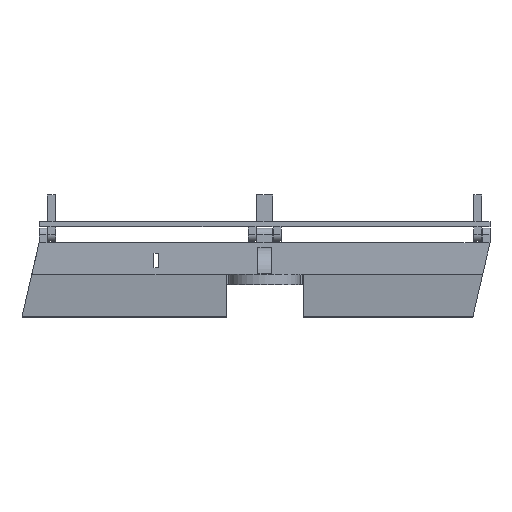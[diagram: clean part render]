
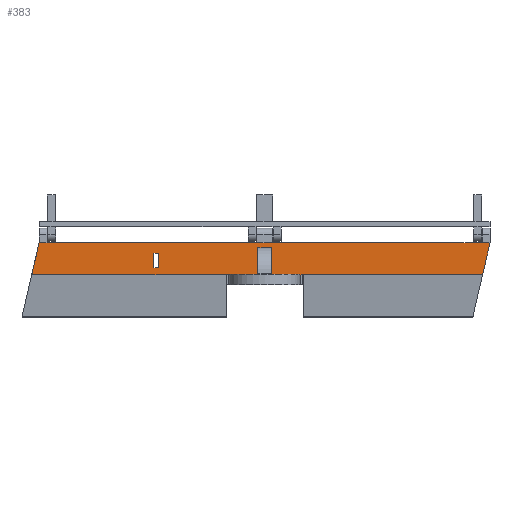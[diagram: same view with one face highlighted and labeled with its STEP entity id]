
A CAD part, top view. The second image highlights one B-rep face of the part: STEP entity #383.
In plain terms, the highlighted planar face has unit normal (0, 0, 1).
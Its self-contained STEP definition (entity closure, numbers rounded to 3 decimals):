
#112 = VERTEX_POINT('',#113);
#113 = CARTESIAN_POINT('',(-3.,14.,5.));
#181 = VERTEX_POINT('',#182);
#182 = CARTESIAN_POINT('',(3.,14.,5.));
#197 = EDGE_CURVE('',#181,#112,#198,.T.);
#198 = LINE('',#199,#200);
#199 = CARTESIAN_POINT('',(3.,14.,5.));
#200 = VECTOR('',#201,1.);
#201 = DIRECTION('',(-1.,0.,0.));
#245 = VERTEX_POINT('',#246);
#246 = CARTESIAN_POINT('',(-82.,14.,5.));
#252 = EDGE_CURVE('',#245,#112,#253,.T.);
#253 = LINE('',#254,#255);
#254 = CARTESIAN_POINT('',(-85.,14.,5.));
#255 = VECTOR('',#256,1.);
#256 = DIRECTION('',(1.,0.,0.));
#383 = ADVANCED_FACE('',(#384,#450),#484,.F.);
#384 = FACE_BOUND('',#385,.F.);
#385 = EDGE_LOOP('',(#386,#396,#404,#412,#418,#419,#420,#428,#436,#444)
  );
#386 = ORIENTED_EDGE('',*,*,#387,.F.);
#387 = EDGE_CURVE('',#388,#390,#392,.T.);
#388 = VERTEX_POINT('',#389);
#389 = CARTESIAN_POINT('',(-14.5,2.,5.));
#390 = VERTEX_POINT('',#391);
#391 = CARTESIAN_POINT('',(14.5,2.,5.));
#392 = LINE('',#393,#394);
#393 = CARTESIAN_POINT('',(-14.5,2.,5.));
#394 = VECTOR('',#395,1.);
#395 = DIRECTION('',(1.,0.,0.));
#396 = ORIENTED_EDGE('',*,*,#397,.T.);
#397 = EDGE_CURVE('',#388,#398,#400,.T.);
#398 = VERTEX_POINT('',#399);
#399 = CARTESIAN_POINT('',(-87.77,2.,5.));
#400 = LINE('',#401,#402);
#401 = CARTESIAN_POINT('',(-14.5,2.,5.));
#402 = VECTOR('',#403,1.);
#403 = DIRECTION('',(-1.,-0.,-0.));
#404 = ORIENTED_EDGE('',*,*,#405,.T.);
#405 = EDGE_CURVE('',#398,#406,#408,.T.);
#406 = VERTEX_POINT('',#407);
#407 = CARTESIAN_POINT('',(-85.,14.,5.));
#408 = LINE('',#409,#410);
#409 = CARTESIAN_POINT('',(-91.464,-14.,5.));
#410 = VECTOR('',#411,1.);
#411 = DIRECTION('',(0.225,0.974,0.));
#412 = ORIENTED_EDGE('',*,*,#413,.T.);
#413 = EDGE_CURVE('',#406,#245,#414,.T.);
#414 = LINE('',#415,#416);
#415 = CARTESIAN_POINT('',(-85.,14.,5.));
#416 = VECTOR('',#417,1.);
#417 = DIRECTION('',(1.,0.,0.));
#418 = ORIENTED_EDGE('',*,*,#252,.T.);
#419 = ORIENTED_EDGE('',*,*,#197,.F.);
#420 = ORIENTED_EDGE('',*,*,#421,.T.);
#421 = EDGE_CURVE('',#181,#422,#424,.T.);
#422 = VERTEX_POINT('',#423);
#423 = CARTESIAN_POINT('',(82.,14.,5.));
#424 = LINE('',#425,#426);
#425 = CARTESIAN_POINT('',(-85.,14.,5.));
#426 = VECTOR('',#427,1.);
#427 = DIRECTION('',(1.,0.,0.));
#428 = ORIENTED_EDGE('',*,*,#429,.T.);
#429 = EDGE_CURVE('',#422,#430,#432,.T.);
#430 = VERTEX_POINT('',#431);
#431 = CARTESIAN_POINT('',(85.,14.,5.));
#432 = LINE('',#433,#434);
#433 = CARTESIAN_POINT('',(-85.,14.,5.));
#434 = VECTOR('',#435,1.);
#435 = DIRECTION('',(1.,0.,0.));
#436 = ORIENTED_EDGE('',*,*,#437,.T.);
#437 = EDGE_CURVE('',#430,#438,#440,.T.);
#438 = VERTEX_POINT('',#439);
#439 = CARTESIAN_POINT('',(82.23,2.,5.));
#440 = LINE('',#441,#442);
#441 = CARTESIAN_POINT('',(85.,14.,5.));
#442 = VECTOR('',#443,1.);
#443 = DIRECTION('',(-0.225,-0.974,0.));
#444 = ORIENTED_EDGE('',*,*,#445,.F.);
#445 = EDGE_CURVE('',#390,#438,#446,.T.);
#446 = LINE('',#447,#448);
#447 = CARTESIAN_POINT('',(14.5,2.,5.));
#448 = VECTOR('',#449,1.);
#449 = DIRECTION('',(1.,0.,0.));
#450 = FACE_BOUND('',#451,.F.);
#451 = EDGE_LOOP('',(#452,#462,#470,#478));
#452 = ORIENTED_EDGE('',*,*,#453,.F.);
#453 = EDGE_CURVE('',#454,#456,#458,.T.);
#454 = VERTEX_POINT('',#455);
#455 = CARTESIAN_POINT('',(-41.75,10.,5.));
#456 = VERTEX_POINT('',#457);
#457 = CARTESIAN_POINT('',(-40.,10.,5.));
#458 = LINE('',#459,#460);
#459 = CARTESIAN_POINT('',(-41.75,10.,5.));
#460 = VECTOR('',#461,1.);
#461 = DIRECTION('',(1.,0.,0.));
#462 = ORIENTED_EDGE('',*,*,#463,.F.);
#463 = EDGE_CURVE('',#464,#454,#466,.T.);
#464 = VERTEX_POINT('',#465);
#465 = CARTESIAN_POINT('',(-41.75,4.5,5.));
#466 = LINE('',#467,#468);
#467 = CARTESIAN_POINT('',(-41.75,4.5,5.));
#468 = VECTOR('',#469,1.);
#469 = DIRECTION('',(0.,1.,0.));
#470 = ORIENTED_EDGE('',*,*,#471,.F.);
#471 = EDGE_CURVE('',#472,#464,#474,.T.);
#472 = VERTEX_POINT('',#473);
#473 = CARTESIAN_POINT('',(-40.,4.5,5.));
#474 = LINE('',#475,#476);
#475 = CARTESIAN_POINT('',(-40.,4.5,5.));
#476 = VECTOR('',#477,1.);
#477 = DIRECTION('',(-1.,0.,0.));
#478 = ORIENTED_EDGE('',*,*,#479,.F.);
#479 = EDGE_CURVE('',#456,#472,#480,.T.);
#480 = LINE('',#481,#482);
#481 = CARTESIAN_POINT('',(-40.,10.,5.));
#482 = VECTOR('',#483,1.);
#483 = DIRECTION('',(0.,-1.,0.));
#484 = PLANE('',#485);
#485 = AXIS2_PLACEMENT_3D('',#486,#487,#488);
#486 = CARTESIAN_POINT('',(-3.232,0.,5.));
#487 = DIRECTION('',(-0.,-0.,-1.));
#488 = DIRECTION('',(-1.,0.,0.));
